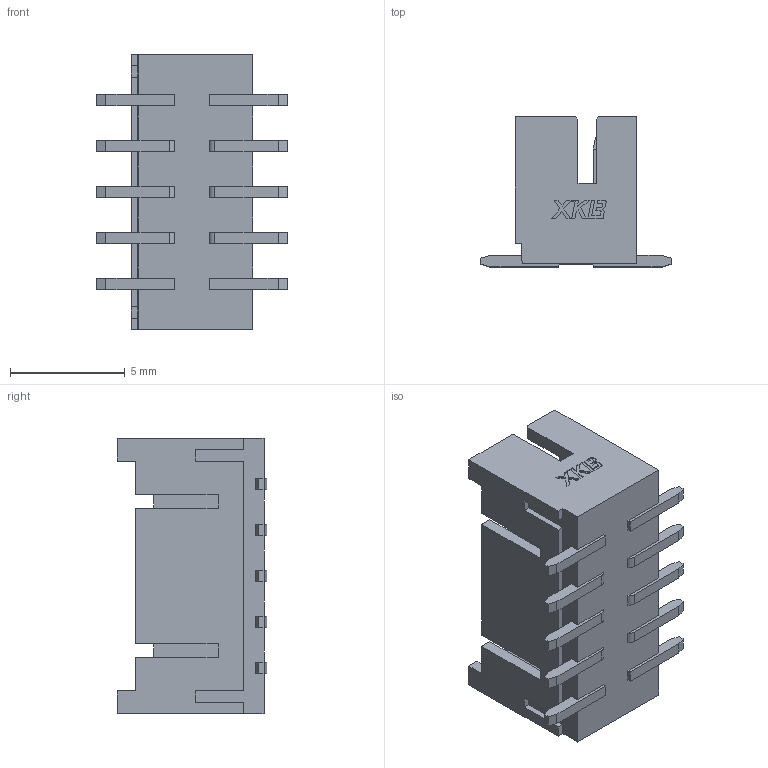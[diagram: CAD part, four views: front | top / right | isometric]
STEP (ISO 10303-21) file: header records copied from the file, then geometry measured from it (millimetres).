
FILE_DESCRIPTION(('STEP AP214'),'1');
FILE_NAME('x2026wvs-2x05-9tsn.stp','2022-07-15T07:08:52',('TraceParts'),('TraceParts S.A.'),'Spatial InterOp 3D',' ',' ');
FILE_SCHEMA(('AUTOMOTIVE_DESIGN { 1 0 10303 214 1 1 1 1 }'));
Length unit declared in the file: millimetre
Products named in the file (1): x2026wvs-2x05-9tsn
Bounding box: 8.3 x 6.53 x 12 mm (x, y, z)
Volume: 172.3 mm3; surface area: 582.3 mm2
Topology: 1 solids, 1 shells, 274 faces, 743 edges, 482 vertices
Faces by surface type: plane 262, cylinder 12
Entity records: 8426 total; most frequent: CARTESIAN_POINT 1500, ORIENTED_EDGE 1486, DIRECTION 1317, EDGE_CURVE 743, LINE 719, VECTOR 719, VERTEX_POINT 482, AXIS2_PLACEMENT_3D 299
